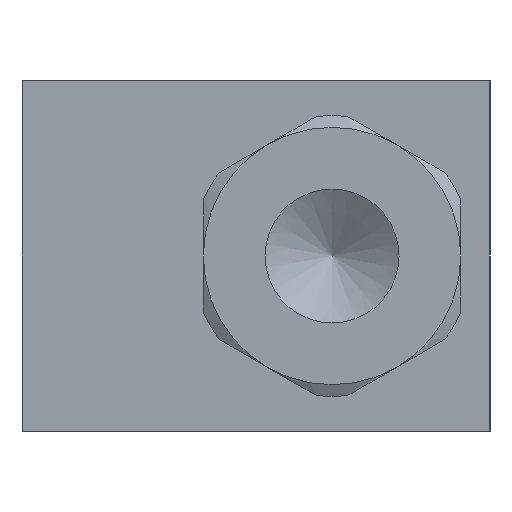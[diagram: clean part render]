
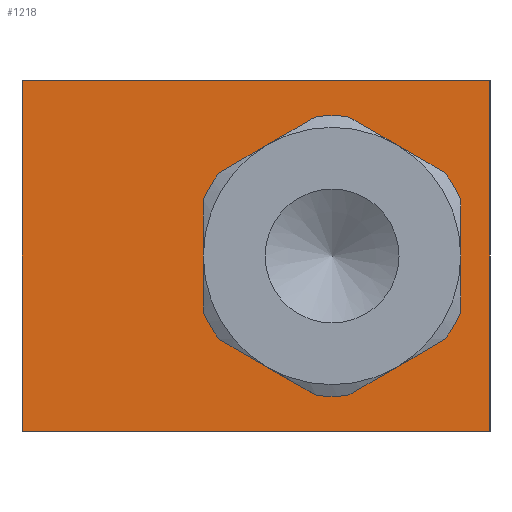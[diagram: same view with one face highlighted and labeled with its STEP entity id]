
A CAD part, left-side view. The second image highlights one B-rep face of the part: STEP entity #1218.
In plain terms, the highlighted planar face has unit normal (-1, 0, 0).
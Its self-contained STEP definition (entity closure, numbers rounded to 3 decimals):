
#44=LINE('',#1646,#92);
#49=LINE('',#1662,#97);
#52=LINE('',#1668,#100);
#61=LINE('',#1699,#109);
#62=LINE('',#1704,#110);
#63=LINE('',#1708,#111);
#64=LINE('',#1712,#112);
#65=LINE('',#1716,#113);
#66=LINE('',#1720,#114);
#67=LINE('',#1724,#115);
#92=VECTOR('',#1397,1000.);
#97=VECTOR('',#1408,1000.);
#100=VECTOR('',#1413,1000.);
#109=VECTOR('',#1440,1000.);
#110=VECTOR('',#1445,1000.);
#111=VECTOR('',#1448,1000.);
#112=VECTOR('',#1451,1000.);
#113=VECTOR('',#1454,1000.);
#114=VECTOR('',#1457,1000.);
#115=VECTOR('',#1460,1000.);
#146=PLANE('',#1293);
#226=ORIENTED_EDGE('',*,*,#456,.T.);
#227=ORIENTED_EDGE('',*,*,#457,.T.);
#228=ORIENTED_EDGE('',*,*,#458,.T.);
#229=ORIENTED_EDGE('',*,*,#459,.T.);
#230=ORIENTED_EDGE('',*,*,#460,.T.);
#231=ORIENTED_EDGE('',*,*,#461,.T.);
#232=ORIENTED_EDGE('',*,*,#462,.T.);
#233=ORIENTED_EDGE('',*,*,#463,.T.);
#234=ORIENTED_EDGE('',*,*,#464,.T.);
#235=ORIENTED_EDGE('',*,*,#465,.T.);
#236=ORIENTED_EDGE('',*,*,#466,.T.);
#237=ORIENTED_EDGE('',*,*,#467,.T.);
#238=ORIENTED_EDGE('',*,*,#429,.T.);
#239=ORIENTED_EDGE('',*,*,#455,.F.);
#240=ORIENTED_EDGE('',*,*,#436,.T.);
#241=ORIENTED_EDGE('',*,*,#439,.T.);
#429=EDGE_CURVE('',#551,#552,#44,.T.);
#436=EDGE_CURVE('',#559,#557,#49,.T.);
#439=EDGE_CURVE('',#557,#551,#52,.T.);
#455=EDGE_CURVE('',#559,#552,#61,.T.);
#456=EDGE_CURVE('',#574,#575,#640,.T.);
#457=EDGE_CURVE('',#575,#576,#62,.T.);
#458=EDGE_CURVE('',#576,#577,#641,.T.);
#459=EDGE_CURVE('',#577,#578,#63,.T.);
#460=EDGE_CURVE('',#578,#579,#642,.T.);
#461=EDGE_CURVE('',#579,#580,#64,.T.);
#462=EDGE_CURVE('',#580,#581,#643,.T.);
#463=EDGE_CURVE('',#581,#582,#65,.T.);
#464=EDGE_CURVE('',#582,#583,#644,.T.);
#465=EDGE_CURVE('',#583,#584,#66,.T.);
#466=EDGE_CURVE('',#584,#585,#645,.T.);
#467=EDGE_CURVE('',#585,#574,#67,.T.);
#551=VERTEX_POINT('',#1647);
#552=VERTEX_POINT('',#1648);
#557=VERTEX_POINT('',#1660);
#559=VERTEX_POINT('',#1663);
#574=VERTEX_POINT('',#1702);
#575=VERTEX_POINT('',#1703);
#576=VERTEX_POINT('',#1705);
#577=VERTEX_POINT('',#1707);
#578=VERTEX_POINT('',#1709);
#579=VERTEX_POINT('',#1711);
#580=VERTEX_POINT('',#1713);
#581=VERTEX_POINT('',#1715);
#582=VERTEX_POINT('',#1717);
#583=VERTEX_POINT('',#1719);
#584=VERTEX_POINT('',#1721);
#585=VERTEX_POINT('',#1723);
#640=CIRCLE('',#1294,12.);
#641=CIRCLE('',#1295,12.);
#642=CIRCLE('',#1296,12.);
#643=CIRCLE('',#1297,12.);
#644=CIRCLE('',#1298,12.);
#645=CIRCLE('',#1299,12.);
#690=EDGE_LOOP('',(#226,#227,#228,#229,#230,#231,#232,#233,#234,#235,#236,
#237));
#691=EDGE_LOOP('',(#238,#239,#240,#241));
#762=FACE_BOUND('',#690,.T.);
#763=FACE_BOUND('',#691,.T.);
#1218=ADVANCED_FACE('',(#762,#763),#146,.T.);
#1293=AXIS2_PLACEMENT_3D('',#1700,#1441,#1442);
#1294=AXIS2_PLACEMENT_3D('',#1701,#1443,#1444);
#1295=AXIS2_PLACEMENT_3D('',#1706,#1446,#1447);
#1296=AXIS2_PLACEMENT_3D('',#1710,#1449,#1450);
#1297=AXIS2_PLACEMENT_3D('',#1714,#1452,#1453);
#1298=AXIS2_PLACEMENT_3D('',#1718,#1455,#1456);
#1299=AXIS2_PLACEMENT_3D('',#1722,#1458,#1459);
#1397=DIRECTION('',(0.,1.,0.));
#1408=DIRECTION('',(0.,-1.,0.));
#1413=DIRECTION('',(0.,0.,1.));
#1440=DIRECTION('',(0.,0.,1.));
#1441=DIRECTION('',(-1.,0.,0.));
#1442=DIRECTION('',(0.,0.,1.));
#1443=DIRECTION('',(1.,0.,0.));
#1444=DIRECTION('',(0.,0.,-1.));
#1445=DIRECTION('',(0.,0.866,0.5));
#1446=DIRECTION('',(1.,0.,0.));
#1447=DIRECTION('',(0.,0.,-1.));
#1448=DIRECTION('',(0.,0.,1.));
#1449=DIRECTION('',(1.,0.,0.));
#1450=DIRECTION('',(0.,0.,-1.));
#1451=DIRECTION('',(0.,-0.866,0.5));
#1452=DIRECTION('',(1.,0.,0.));
#1453=DIRECTION('',(0.,0.,-1.));
#1454=DIRECTION('',(0.,-0.866,-0.5));
#1455=DIRECTION('',(1.,0.,0.));
#1456=DIRECTION('',(0.,0.,-1.));
#1457=DIRECTION('',(0.,0.,-1.));
#1458=DIRECTION('',(1.,0.,0.));
#1459=DIRECTION('',(0.,0.,-1.));
#1460=DIRECTION('',(0.,0.866,-0.5));
#1646=CARTESIAN_POINT('',(-0.5,0.,30.));
#1647=CARTESIAN_POINT('',(-0.5,0.,30.));
#1648=CARTESIAN_POINT('',(-0.5,40.,30.));
#1660=CARTESIAN_POINT('',(-0.5,0.,0.));
#1662=CARTESIAN_POINT('',(-0.5,40.,0.));
#1663=CARTESIAN_POINT('',(-0.5,40.,0.));
#1668=CARTESIAN_POINT('',(-0.5,0.,0.));
#1699=CARTESIAN_POINT('',(-0.5,40.,0.));
#1700=CARTESIAN_POINT('',(-0.5,0.,0.));
#1701=CARTESIAN_POINT('',(-0.5,13.5,15.));
#1702=CARTESIAN_POINT('',(-0.5,12.153,3.076));
#1703=CARTESIAN_POINT('',(-0.5,14.847,3.076));
#1704=CARTESIAN_POINT('',(-0.5,14.847,3.076));
#1705=CARTESIAN_POINT('',(-0.5,23.153,7.872));
#1706=CARTESIAN_POINT('',(-0.5,13.5,15.));
#1707=CARTESIAN_POINT('',(-0.5,24.5,10.204));
#1708=CARTESIAN_POINT('',(-0.5,24.5,10.204));
#1709=CARTESIAN_POINT('',(-0.5,24.5,19.796));
#1710=CARTESIAN_POINT('',(-0.5,13.5,15.));
#1711=CARTESIAN_POINT('',(-0.5,23.153,22.128));
#1712=CARTESIAN_POINT('',(-0.5,23.153,22.128));
#1713=CARTESIAN_POINT('',(-0.5,14.847,26.924));
#1714=CARTESIAN_POINT('',(-0.5,13.5,15.));
#1715=CARTESIAN_POINT('',(-0.5,12.153,26.924));
#1716=CARTESIAN_POINT('',(-0.5,12.153,26.924));
#1717=CARTESIAN_POINT('',(-0.5,3.847,22.128));
#1718=CARTESIAN_POINT('',(-0.5,13.5,15.));
#1719=CARTESIAN_POINT('',(-0.5,2.5,19.796));
#1720=CARTESIAN_POINT('',(-0.5,2.5,19.796));
#1721=CARTESIAN_POINT('',(-0.5,2.5,10.204));
#1722=CARTESIAN_POINT('',(-0.5,13.5,15.));
#1723=CARTESIAN_POINT('',(-0.5,3.847,7.872));
#1724=CARTESIAN_POINT('',(-0.5,3.847,7.872));
